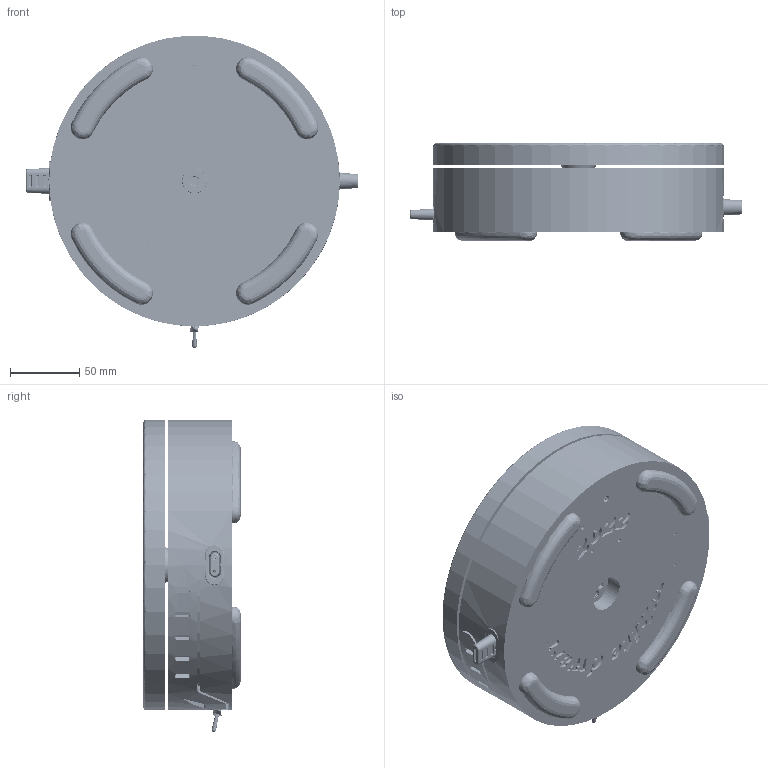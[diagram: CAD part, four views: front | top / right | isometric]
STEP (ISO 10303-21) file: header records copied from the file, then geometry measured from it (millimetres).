
FILE_DESCRIPTION(('FreeCAD Model'),'2;1');
FILE_NAME('Open CASCADE Shape Model','2025-04-29T17:05:40',('FreeCAD'),( 'FreeCAD'),'Open CASCADE STEP processor 7.6','FreeCAD','Unknown');
FILE_SCHEMA(('AUTOMOTIVE_DESIGN { 1 0 10303 214 1 1 1 1 }'));
Products named in the file (1): Open CASCADE STEP translator 7.6 1
Bounding box: 239.6 x 70.24 x 225.25 mm (x, y, z)
Volume: 936280 mm3; surface area: 319667.4 mm2
Topology: 44 solids, 44 shells, 5201 faces, 14654 edges, 9590 vertices
Faces by surface type: bspline 5201
Entity records: 246421 total; most frequent: CARTESIAN_POINT 166483, ORIENTED_EDGE 29112, EDGE_CURVE 14556, VERTEX_POINT 9561, B_SPLINE_CURVE_WITH_KNOTS 8725, FACE_BOUND 5512, EDGE_LOOP 5512, ADVANCED_FACE 5201
